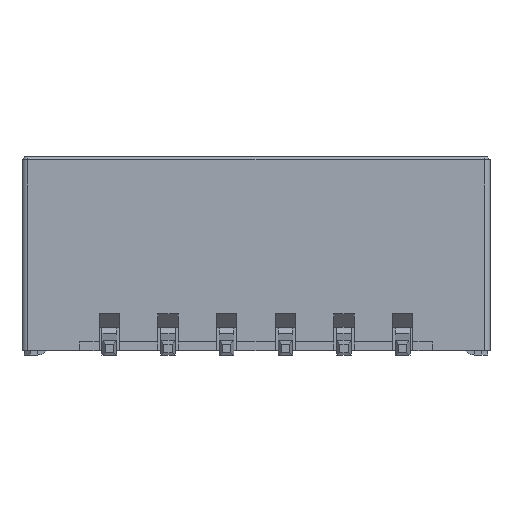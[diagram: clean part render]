
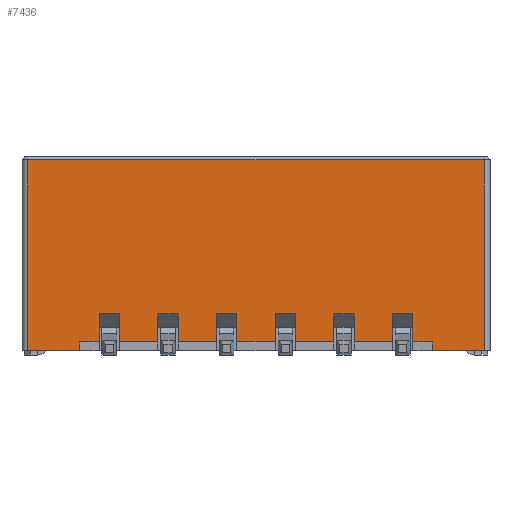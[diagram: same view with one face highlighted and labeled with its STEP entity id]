
A CAD part, front view. The second image highlights one B-rep face of the part: STEP entity #7436.
In plain terms, the highlighted face is planar.
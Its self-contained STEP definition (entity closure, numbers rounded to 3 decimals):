
#353=FACE_OUTER_BOUND('',#768,.T.);
#768=EDGE_LOOP('',(#5504,#5505,#5506,#5507,#5508,#5509,#5510,#5511,#5512,
#5513,#5514,#5515,#5516,#5517,#5518,#5519,#5520,#5521,#5522,#5523,#5524,
#5525,#5526,#5527,#5528,#5529,#5530,#5531,#5532,#5533,#5534,#5535));
#1358=LINE('',#10922,#2357);
#1363=LINE('',#10937,#2362);
#1365=LINE('',#10943,#2364);
#1366=LINE('',#10945,#2365);
#1367=LINE('',#10947,#2366);
#1368=LINE('',#10949,#2367);
#1369=LINE('',#10951,#2368);
#1370=LINE('',#10953,#2369);
#1371=LINE('',#10955,#2370);
#1372=LINE('',#10957,#2371);
#1373=LINE('',#10959,#2372);
#1374=LINE('',#10961,#2373);
#1375=LINE('',#10963,#2374);
#1376=LINE('',#10965,#2375);
#1377=LINE('',#10967,#2376);
#1378=LINE('',#10969,#2377);
#1379=LINE('',#10971,#2378);
#1380=LINE('',#10973,#2379);
#1381=LINE('',#10975,#2380);
#1382=LINE('',#10977,#2381);
#1383=LINE('',#10979,#2382);
#1384=LINE('',#10981,#2383);
#1385=LINE('',#10983,#2384);
#1386=LINE('',#10985,#2385);
#1387=LINE('',#10987,#2386);
#1388=LINE('',#10989,#2387);
#1389=LINE('',#10991,#2388);
#1390=LINE('',#10993,#2389);
#1391=LINE('',#10995,#2390);
#1392=LINE('',#10997,#2391);
#1393=LINE('',#10999,#2392);
#1394=LINE('',#11000,#2393);
#2357=VECTOR('',#8942,15.55);
#2362=VECTOR('',#8957,6.5);
#2364=VECTOR('',#8963,6.5);
#2365=VECTOR('',#8964,1.775);
#2366=VECTOR('',#8965,0.3);
#2367=VECTOR('',#8966,0.65);
#2368=VECTOR('',#8967,0.95);
#2369=VECTOR('',#8968,0.7);
#2370=VECTOR('',#8969,0.95);
#2371=VECTOR('',#8970,1.3);
#2372=VECTOR('',#8971,0.95);
#2373=VECTOR('',#8972,0.7);
#2374=VECTOR('',#8973,0.95);
#2375=VECTOR('',#8974,1.3);
#2376=VECTOR('',#8975,0.95);
#2377=VECTOR('',#8976,0.7);
#2378=VECTOR('',#8977,0.95);
#2379=VECTOR('',#8978,1.3);
#2380=VECTOR('',#8979,0.95);
#2381=VECTOR('',#8980,0.7);
#2382=VECTOR('',#8981,0.95);
#2383=VECTOR('',#8982,1.3);
#2384=VECTOR('',#8983,0.95);
#2385=VECTOR('',#8984,0.7);
#2386=VECTOR('',#8985,0.95);
#2387=VECTOR('',#8986,1.3);
#2388=VECTOR('',#8987,0.95);
#2389=VECTOR('',#8988,0.7);
#2390=VECTOR('',#8989,0.95);
#2391=VECTOR('',#8990,0.65);
#2392=VECTOR('',#8991,0.3);
#2393=VECTOR('',#8992,1.775);
#3225=VERTEX_POINT('',#10912);
#3227=VERTEX_POINT('',#10918);
#3233=VERTEX_POINT('',#10936);
#3235=VERTEX_POINT('',#10942);
#3236=VERTEX_POINT('',#10944);
#3237=VERTEX_POINT('',#10946);
#3238=VERTEX_POINT('',#10948);
#3239=VERTEX_POINT('',#10950);
#3240=VERTEX_POINT('',#10952);
#3241=VERTEX_POINT('',#10954);
#3242=VERTEX_POINT('',#10956);
#3243=VERTEX_POINT('',#10958);
#3244=VERTEX_POINT('',#10960);
#3245=VERTEX_POINT('',#10962);
#3246=VERTEX_POINT('',#10964);
#3247=VERTEX_POINT('',#10966);
#3248=VERTEX_POINT('',#10968);
#3249=VERTEX_POINT('',#10970);
#3250=VERTEX_POINT('',#10972);
#3251=VERTEX_POINT('',#10974);
#3252=VERTEX_POINT('',#10976);
#3253=VERTEX_POINT('',#10978);
#3254=VERTEX_POINT('',#10980);
#3255=VERTEX_POINT('',#10982);
#3256=VERTEX_POINT('',#10984);
#3257=VERTEX_POINT('',#10986);
#3258=VERTEX_POINT('',#10988);
#3259=VERTEX_POINT('',#10990);
#3260=VERTEX_POINT('',#10992);
#3261=VERTEX_POINT('',#10994);
#3262=VERTEX_POINT('',#10996);
#3263=VERTEX_POINT('',#10998);
#4056=EDGE_CURVE('',#3225,#3227,#1358,.T.);
#4063=EDGE_CURVE('',#3227,#3233,#1363,.T.);
#4066=EDGE_CURVE('',#3235,#3225,#1365,.T.);
#4067=EDGE_CURVE('',#3235,#3236,#1366,.T.);
#4068=EDGE_CURVE('',#3236,#3237,#1367,.T.);
#4069=EDGE_CURVE('',#3238,#3237,#1368,.T.);
#4070=EDGE_CURVE('',#3238,#3239,#1369,.T.);
#4071=EDGE_CURVE('',#3240,#3239,#1370,.T.);
#4072=EDGE_CURVE('',#3241,#3240,#1371,.T.);
#4073=EDGE_CURVE('',#3242,#3241,#1372,.T.);
#4074=EDGE_CURVE('',#3242,#3243,#1373,.T.);
#4075=EDGE_CURVE('',#3244,#3243,#1374,.T.);
#4076=EDGE_CURVE('',#3245,#3244,#1375,.T.);
#4077=EDGE_CURVE('',#3246,#3245,#1376,.T.);
#4078=EDGE_CURVE('',#3246,#3247,#1377,.T.);
#4079=EDGE_CURVE('',#3248,#3247,#1378,.T.);
#4080=EDGE_CURVE('',#3249,#3248,#1379,.T.);
#4081=EDGE_CURVE('',#3250,#3249,#1380,.T.);
#4082=EDGE_CURVE('',#3250,#3251,#1381,.T.);
#4083=EDGE_CURVE('',#3252,#3251,#1382,.T.);
#4084=EDGE_CURVE('',#3253,#3252,#1383,.T.);
#4085=EDGE_CURVE('',#3254,#3253,#1384,.T.);
#4086=EDGE_CURVE('',#3254,#3255,#1385,.T.);
#4087=EDGE_CURVE('',#3256,#3255,#1386,.T.);
#4088=EDGE_CURVE('',#3257,#3256,#1387,.T.);
#4089=EDGE_CURVE('',#3258,#3257,#1388,.T.);
#4090=EDGE_CURVE('',#3258,#3259,#1389,.T.);
#4091=EDGE_CURVE('',#3260,#3259,#1390,.T.);
#4092=EDGE_CURVE('',#3261,#3260,#1391,.T.);
#4093=EDGE_CURVE('',#3262,#3261,#1392,.T.);
#4094=EDGE_CURVE('',#3263,#3262,#1393,.T.);
#4095=EDGE_CURVE('',#3263,#3233,#1394,.T.);
#5504=ORIENTED_EDGE('',*,*,#4056,.F.);
#5505=ORIENTED_EDGE('',*,*,#4066,.F.);
#5506=ORIENTED_EDGE('',*,*,#4067,.T.);
#5507=ORIENTED_EDGE('',*,*,#4068,.T.);
#5508=ORIENTED_EDGE('',*,*,#4069,.F.);
#5509=ORIENTED_EDGE('',*,*,#4070,.T.);
#5510=ORIENTED_EDGE('',*,*,#4071,.F.);
#5511=ORIENTED_EDGE('',*,*,#4072,.F.);
#5512=ORIENTED_EDGE('',*,*,#4073,.F.);
#5513=ORIENTED_EDGE('',*,*,#4074,.T.);
#5514=ORIENTED_EDGE('',*,*,#4075,.F.);
#5515=ORIENTED_EDGE('',*,*,#4076,.F.);
#5516=ORIENTED_EDGE('',*,*,#4077,.F.);
#5517=ORIENTED_EDGE('',*,*,#4078,.T.);
#5518=ORIENTED_EDGE('',*,*,#4079,.F.);
#5519=ORIENTED_EDGE('',*,*,#4080,.F.);
#5520=ORIENTED_EDGE('',*,*,#4081,.F.);
#5521=ORIENTED_EDGE('',*,*,#4082,.T.);
#5522=ORIENTED_EDGE('',*,*,#4083,.F.);
#5523=ORIENTED_EDGE('',*,*,#4084,.F.);
#5524=ORIENTED_EDGE('',*,*,#4085,.F.);
#5525=ORIENTED_EDGE('',*,*,#4086,.T.);
#5526=ORIENTED_EDGE('',*,*,#4087,.F.);
#5527=ORIENTED_EDGE('',*,*,#4088,.F.);
#5528=ORIENTED_EDGE('',*,*,#4089,.F.);
#5529=ORIENTED_EDGE('',*,*,#4090,.T.);
#5530=ORIENTED_EDGE('',*,*,#4091,.F.);
#5531=ORIENTED_EDGE('',*,*,#4092,.F.);
#5532=ORIENTED_EDGE('',*,*,#4093,.F.);
#5533=ORIENTED_EDGE('',*,*,#4094,.F.);
#5534=ORIENTED_EDGE('',*,*,#4095,.T.);
#5535=ORIENTED_EDGE('',*,*,#4063,.F.);
#7037=PLANE('',#7900);
#7436=ADVANCED_FACE('',(#353),#7037,.F.);
#7900=AXIS2_PLACEMENT_3D('',#10941,#8961,#8962);
#8942=DIRECTION('',(-1.,0.,0.));
#8957=DIRECTION('',(0.,-1.,0.));
#8961=DIRECTION('center_axis',(0.,0.,1.));
#8962=DIRECTION('ref_axis',(1.,0.,0.));
#8963=DIRECTION('',(0.,1.,0.));
#8964=DIRECTION('',(-1.,0.,0.));
#8965=DIRECTION('',(0.,1.,0.));
#8966=DIRECTION('',(1.,0.,0.));
#8967=DIRECTION('',(0.,1.,0.));
#8968=DIRECTION('',(1.,0.,0.));
#8969=DIRECTION('',(0.,1.,0.));
#8970=DIRECTION('',(1.,0.,0.));
#8971=DIRECTION('',(0.,1.,0.));
#8972=DIRECTION('',(1.,0.,0.));
#8973=DIRECTION('',(0.,1.,0.));
#8974=DIRECTION('',(1.,0.,0.));
#8975=DIRECTION('',(0.,1.,0.));
#8976=DIRECTION('',(1.,0.,0.));
#8977=DIRECTION('',(0.,1.,0.));
#8978=DIRECTION('',(1.,0.,0.));
#8979=DIRECTION('',(0.,1.,0.));
#8980=DIRECTION('',(1.,0.,0.));
#8981=DIRECTION('',(0.,1.,0.));
#8982=DIRECTION('',(1.,0.,0.));
#8983=DIRECTION('',(0.,1.,0.));
#8984=DIRECTION('',(1.,0.,0.));
#8985=DIRECTION('',(0.,1.,0.));
#8986=DIRECTION('',(1.,0.,0.));
#8987=DIRECTION('',(0.,1.,0.));
#8988=DIRECTION('',(1.,0.,0.));
#8989=DIRECTION('',(0.,1.,0.));
#8990=DIRECTION('',(1.,0.,0.));
#8991=DIRECTION('',(0.,1.,0.));
#8992=DIRECTION('',(-1.,0.,0.));
#10912=CARTESIAN_POINT('',(7.775,6.5,-2.5));
#10918=CARTESIAN_POINT('',(-7.775,6.5,-2.5));
#10922=CARTESIAN_POINT('',(3.988,6.5,-2.5));
#10936=CARTESIAN_POINT('',(-7.775,0.,-2.5));
#10937=CARTESIAN_POINT('',(-7.775,6.6,-2.5));
#10941=CARTESIAN_POINT('Origin',(7.975,6.6,-2.5));
#10942=CARTESIAN_POINT('',(7.775,0.,-2.5));
#10943=CARTESIAN_POINT('',(7.775,6.6,-2.5));
#10944=CARTESIAN_POINT('',(6.,0.,-2.5));
#10945=CARTESIAN_POINT('',(7.975,0.,-2.5));
#10946=CARTESIAN_POINT('',(6.,0.3,-2.5));
#10947=CARTESIAN_POINT('',(6.,0.,-2.5));
#10948=CARTESIAN_POINT('',(5.35,0.3,-2.5));
#10949=CARTESIAN_POINT('',(-6.,0.3,-2.5));
#10950=CARTESIAN_POINT('',(5.35,1.25,-2.5));
#10951=CARTESIAN_POINT('',(5.35,1.25,-2.5));
#10952=CARTESIAN_POINT('',(4.65,1.25,-2.5));
#10953=CARTESIAN_POINT('',(4.65,1.25,-2.5));
#10954=CARTESIAN_POINT('',(4.65,0.3,-2.5));
#10955=CARTESIAN_POINT('',(4.65,1.25,-2.5));
#10956=CARTESIAN_POINT('',(3.35,0.3,-2.5));
#10957=CARTESIAN_POINT('',(-6.,0.3,-2.5));
#10958=CARTESIAN_POINT('',(3.35,1.25,-2.5));
#10959=CARTESIAN_POINT('',(3.35,1.25,-2.5));
#10960=CARTESIAN_POINT('',(2.65,1.25,-2.5));
#10961=CARTESIAN_POINT('',(2.65,1.25,-2.5));
#10962=CARTESIAN_POINT('',(2.65,0.3,-2.5));
#10963=CARTESIAN_POINT('',(2.65,1.25,-2.5));
#10964=CARTESIAN_POINT('',(1.35,0.3,-2.5));
#10965=CARTESIAN_POINT('',(-6.,0.3,-2.5));
#10966=CARTESIAN_POINT('',(1.35,1.25,-2.5));
#10967=CARTESIAN_POINT('',(1.35,1.25,-2.5));
#10968=CARTESIAN_POINT('',(0.65,1.25,-2.5));
#10969=CARTESIAN_POINT('',(0.65,1.25,-2.5));
#10970=CARTESIAN_POINT('',(0.65,0.3,-2.5));
#10971=CARTESIAN_POINT('',(0.65,1.25,-2.5));
#10972=CARTESIAN_POINT('',(-0.65,0.3,-2.5));
#10973=CARTESIAN_POINT('',(-6.,0.3,-2.5));
#10974=CARTESIAN_POINT('',(-0.65,1.25,-2.5));
#10975=CARTESIAN_POINT('',(-0.65,1.25,-2.5));
#10976=CARTESIAN_POINT('',(-1.35,1.25,-2.5));
#10977=CARTESIAN_POINT('',(-1.35,1.25,-2.5));
#10978=CARTESIAN_POINT('',(-1.35,0.3,-2.5));
#10979=CARTESIAN_POINT('',(-1.35,1.25,-2.5));
#10980=CARTESIAN_POINT('',(-2.65,0.3,-2.5));
#10981=CARTESIAN_POINT('',(-6.,0.3,-2.5));
#10982=CARTESIAN_POINT('',(-2.65,1.25,-2.5));
#10983=CARTESIAN_POINT('',(-2.65,1.25,-2.5));
#10984=CARTESIAN_POINT('',(-3.35,1.25,-2.5));
#10985=CARTESIAN_POINT('',(-3.35,1.25,-2.5));
#10986=CARTESIAN_POINT('',(-3.35,0.3,-2.5));
#10987=CARTESIAN_POINT('',(-3.35,1.25,-2.5));
#10988=CARTESIAN_POINT('',(-4.65,0.3,-2.5));
#10989=CARTESIAN_POINT('',(-6.,0.3,-2.5));
#10990=CARTESIAN_POINT('',(-4.65,1.25,-2.5));
#10991=CARTESIAN_POINT('',(-4.65,1.25,-2.5));
#10992=CARTESIAN_POINT('',(-5.35,1.25,-2.5));
#10993=CARTESIAN_POINT('',(-5.35,1.25,-2.5));
#10994=CARTESIAN_POINT('',(-5.35,0.3,-2.5));
#10995=CARTESIAN_POINT('',(-5.35,1.25,-2.5));
#10996=CARTESIAN_POINT('',(-6.,0.3,-2.5));
#10997=CARTESIAN_POINT('',(-6.,0.3,-2.5));
#10998=CARTESIAN_POINT('',(-6.,0.,-2.5));
#10999=CARTESIAN_POINT('',(-6.,0.,-2.5));
#11000=CARTESIAN_POINT('',(7.975,0.,-2.5));
